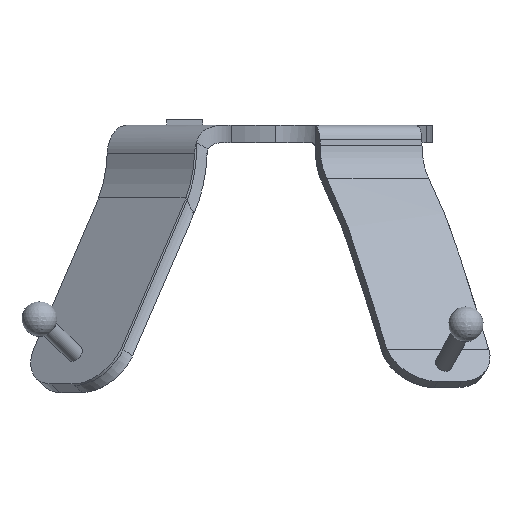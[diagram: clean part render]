
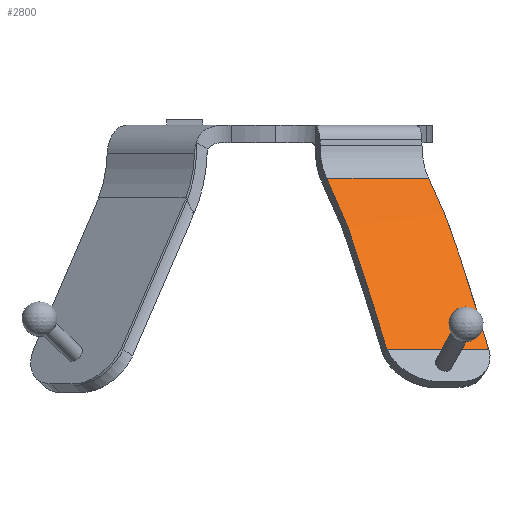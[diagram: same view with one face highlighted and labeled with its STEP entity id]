
A CAD part, left-side view. The second image highlights one B-rep face of the part: STEP entity #2800.
In plain terms, the highlighted free-form (B-spline) face has degree [3, 1] with [10, 2] control points.
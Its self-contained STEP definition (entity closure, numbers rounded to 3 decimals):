
#22=B_SPLINE_SURFACE_WITH_KNOTS('',3,1,((#4679,#4680),(#4681,#4682),(#4683,
#4684),(#4685,#4686),(#4687,#4688),(#4689,#4690),(#4691,#4692),(#4693,#4694),
(#4695,#4696),(#4697,#4698)),.UNSPECIFIED.,.F.,.F.,.F.,(4,2,2,2,4),(2,2),
(0.,0.5,0.75,1.,1.029),(0.,2.346),.UNSPECIFIED.);
#52=B_SPLINE_CURVE_WITH_KNOTS('',3,(#4700,#4701,#4702,#4703,#4704,#4705,
#4706),.UNSPECIFIED.,.F.,.F.,(4,3,4),(0.,0.945,1.),
 .UNSPECIFIED.);
#53=B_SPLINE_CURVE_WITH_KNOTS('',3,(#4708,#4709,#4710,#4711,#4712,#4713,
#4714,#4715,#4716,#4717,#4718,#4719,#4720),.UNSPECIFIED.,.F.,.F.,(4,3,3,
3,4),(-4.169,-4.111,-2.952,-1.793,
0.),.UNSPECIFIED.);
#54=B_SPLINE_CURVE_WITH_KNOTS('',3,(#4724,#4725,#4726,#4727,#4728,#4729,
#4730,#4731,#4732,#4733,#4734,#4735,#4736),.UNSPECIFIED.,.F.,.F.,(4,3,3,
3,4),(-2.454,-1.399,-0.716,-0.034,
0.),.UNSPECIFIED.);
#55=B_SPLINE_CURVE_WITH_KNOTS('',3,(#4737,#4738,#4739,#4740,#4741,#4742,
#4743),.UNSPECIFIED.,.F.,.F.,(4,3,4),(0.,0.945,
1.),.UNSPECIFIED.);
#209=FACE_OUTER_BOUND('',#368,.T.);
#368=EDGE_LOOP('',(#2188,#2189,#2190,#2191,#2192,#2193));
#628=LINE('',#4666,#877);
#631=LINE('',#4722,#880);
#877=VECTOR('',#3610,19.519);
#880=VECTOR('',#3623,19.55);
#1280=VERTEX_POINT('',#4663);
#1281=VERTEX_POINT('',#4665);
#1287=VERTEX_POINT('',#4699);
#1288=VERTEX_POINT('',#4707);
#1289=VERTEX_POINT('',#4721);
#1290=VERTEX_POINT('',#4723);
#1625=EDGE_CURVE('',#1280,#1281,#628,.T.);
#1632=EDGE_CURVE('',#1280,#1287,#52,.T.);
#1633=EDGE_CURVE('',#1288,#1287,#53,.F.);
#1634=EDGE_CURVE('',#1288,#1289,#631,.T.);
#1635=EDGE_CURVE('',#1289,#1290,#54,.T.);
#1636=EDGE_CURVE('',#1290,#1281,#55,.T.);
#2188=ORIENTED_EDGE('',*,*,#1625,.F.);
#2189=ORIENTED_EDGE('',*,*,#1632,.T.);
#2190=ORIENTED_EDGE('',*,*,#1633,.F.);
#2191=ORIENTED_EDGE('',*,*,#1634,.T.);
#2192=ORIENTED_EDGE('',*,*,#1635,.T.);
#2193=ORIENTED_EDGE('',*,*,#1636,.T.);
#2800=ADVANCED_FACE('',(#209),#22,.F.);
#3610=DIRECTION('',(-0.449,0.894,0.));
#3623=DIRECTION('',(-0.449,0.894,0.));
#4663=CARTESIAN_POINT('',(-41.376,-33.678,-35.401));
#4665=CARTESIAN_POINT('',(-50.138,-16.237,-35.401));
#4666=CARTESIAN_POINT('',(-41.376,-33.678,-35.401));
#4679=CARTESIAN_POINT('Ctrl Pts',(-17.501,-21.701,-3.073));
#4680=CARTESIAN_POINT('Ctrl Pts',(-28.033,-0.737,-3.073));
#4681=CARTESIAN_POINT('Ctrl Pts',(-22.619,-24.272,-7.232));
#4682=CARTESIAN_POINT('Ctrl Pts',(-33.151,-3.309,-7.232));
#4683=CARTESIAN_POINT('Ctrl Pts',(-26.701,-26.323,-12.379));
#4684=CARTESIAN_POINT('Ctrl Pts',(-37.233,-5.359,-12.379));
#4685=CARTESIAN_POINT('Ctrl Pts',(-32.215,-29.093,-20.584));
#4686=CARTESIAN_POINT('Ctrl Pts',(-42.747,-8.13,-20.584));
#4687=CARTESIAN_POINT('Ctrl Pts',(-33.952,-29.966,-23.4));
#4688=CARTESIAN_POINT('Ctrl Pts',(-44.484,-9.002,-23.4));
#4689=CARTESIAN_POINT('Ctrl Pts',(-37.388,-31.692,-29.035));
#4690=CARTESIAN_POINT('Ctrl Pts',(-47.92,-10.729,-29.035));
#4691=CARTESIAN_POINT('Ctrl Pts',(-39.074,-32.539,-31.853));
#4692=CARTESIAN_POINT('Ctrl Pts',(-49.606,-11.576,-31.853));
#4693=CARTESIAN_POINT('Ctrl Pts',(-41.055,-33.534,-34.921));
#4694=CARTESIAN_POINT('Ctrl Pts',(-51.587,-12.571,-34.921));
#4695=CARTESIAN_POINT('Ctrl Pts',(-41.266,-33.64,-35.243));
#4696=CARTESIAN_POINT('Ctrl Pts',(-51.798,-12.677,-35.243));
#4697=CARTESIAN_POINT('Ctrl Pts',(-41.475,-33.745,-35.564));
#4698=CARTESIAN_POINT('Ctrl Pts',(-52.007,-12.782,-35.564));
#4699=CARTESIAN_POINT('',(-41.113,-33.564,-35.009));
#4700=CARTESIAN_POINT('Ctrl Pts',(-41.376,-33.678,-35.401));
#4701=CARTESIAN_POINT('Ctrl Pts',(-41.291,-33.646,-35.278));
#4702=CARTESIAN_POINT('Ctrl Pts',(-41.208,-33.611,-35.154));
#4703=CARTESIAN_POINT('Ctrl Pts',(-41.127,-33.571,-35.031));
#4704=CARTESIAN_POINT('Ctrl Pts',(-41.122,-33.568,-35.024));
#4705=CARTESIAN_POINT('Ctrl Pts',(-41.118,-33.566,-35.016));
#4706=CARTESIAN_POINT('Ctrl Pts',(-41.113,-33.564,-35.009));
#4707=CARTESIAN_POINT('',(-20.83,-23.373,-6.047));
#4708=CARTESIAN_POINT('Ctrl Pts',(-41.113,-33.564,-35.009));
#4709=CARTESIAN_POINT('Ctrl Pts',(-41.024,-33.519,-34.873));
#4710=CARTESIAN_POINT('Ctrl Pts',(-40.935,-33.474,-34.736));
#4711=CARTESIAN_POINT('Ctrl Pts',(-40.847,-33.43,-34.6));
#4712=CARTESIAN_POINT('Ctrl Pts',(-39.074,-32.539,-31.853));
#4713=CARTESIAN_POINT('Ctrl Pts',(-37.388,-31.692,-29.035));
#4714=CARTESIAN_POINT('Ctrl Pts',(-35.67,-30.829,-26.217));
#4715=CARTESIAN_POINT('Ctrl Pts',(-33.952,-29.966,-23.4));
#4716=CARTESIAN_POINT('Ctrl Pts',(-32.215,-29.093,-20.584));
#4717=CARTESIAN_POINT('Ctrl Pts',(-30.377,-28.17,-17.849));
#4718=CARTESIAN_POINT('Ctrl Pts',(-27.534,-26.742,-13.619));
#4719=CARTESIAN_POINT('Ctrl Pts',(-24.449,-25.192,-9.583));
#4720=CARTESIAN_POINT('Ctrl Pts',(-20.83,-23.373,-6.047));
#4721=CARTESIAN_POINT('',(-29.607,-5.904,-6.047));
#4722=CARTESIAN_POINT('',(-20.83,-23.373,-6.047));
#4723=CARTESIAN_POINT('',(-49.89,-16.094,-35.009));
#4724=CARTESIAN_POINT('Ctrl Pts',(-29.607,-5.904,-6.047));
#4725=CARTESIAN_POINT('Ctrl Pts',(-33.226,-7.722,-9.583));
#4726=CARTESIAN_POINT('Ctrl Pts',(-36.311,-9.272,-13.619));
#4727=CARTESIAN_POINT('Ctrl Pts',(-39.153,-10.7,-17.849));
#4728=CARTESIAN_POINT('Ctrl Pts',(-40.991,-11.623,-20.584));
#4729=CARTESIAN_POINT('Ctrl Pts',(-42.729,-12.496,-23.4));
#4730=CARTESIAN_POINT('Ctrl Pts',(-44.447,-13.36,-26.217));
#4731=CARTESIAN_POINT('Ctrl Pts',(-46.165,-14.223,-29.035));
#4732=CARTESIAN_POINT('Ctrl Pts',(-47.851,-15.07,-31.853));
#4733=CARTESIAN_POINT('Ctrl Pts',(-49.624,-15.961,-34.6));
#4734=CARTESIAN_POINT('Ctrl Pts',(-49.712,-16.005,-34.736));
#4735=CARTESIAN_POINT('Ctrl Pts',(-49.801,-16.049,-34.873));
#4736=CARTESIAN_POINT('Ctrl Pts',(-49.89,-16.094,-35.009));
#4737=CARTESIAN_POINT('Ctrl Pts',(-49.89,-16.094,-35.009));
#4738=CARTESIAN_POINT('Ctrl Pts',(-49.97,-16.135,-35.133));
#4739=CARTESIAN_POINT('Ctrl Pts',(-50.049,-16.179,-35.256));
#4740=CARTESIAN_POINT('Ctrl Pts',(-50.125,-16.228,-35.38));
#4741=CARTESIAN_POINT('Ctrl Pts',(-50.13,-16.231,-35.387));
#4742=CARTESIAN_POINT('Ctrl Pts',(-50.134,-16.234,-35.394));
#4743=CARTESIAN_POINT('Ctrl Pts',(-50.138,-16.237,-35.401));
